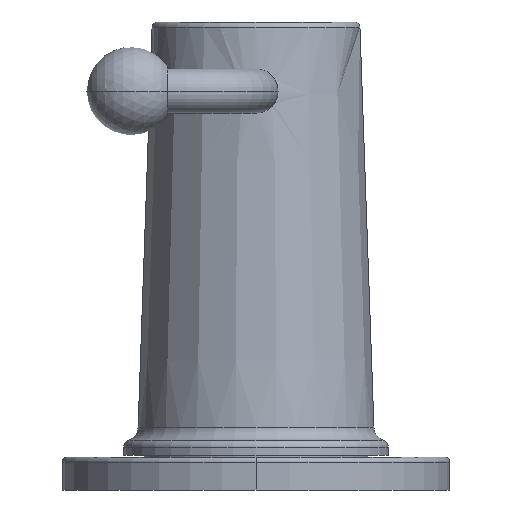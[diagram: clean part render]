
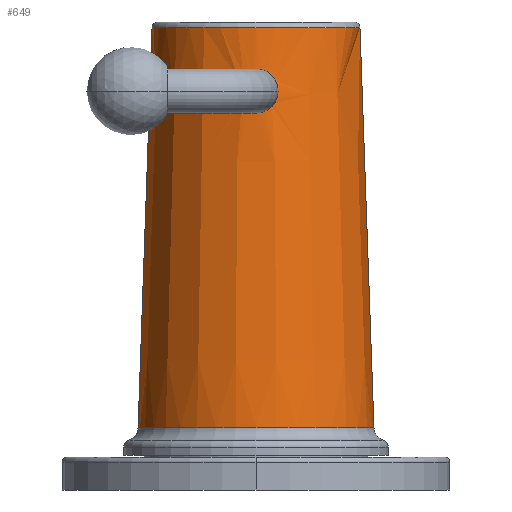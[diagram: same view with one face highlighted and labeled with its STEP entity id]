
A CAD part, left-side view. The second image highlights one B-rep face of the part: STEP entity #649.
In plain terms, the highlighted conical face has half-angle 2 degrees and reference radius 15.998 mm.
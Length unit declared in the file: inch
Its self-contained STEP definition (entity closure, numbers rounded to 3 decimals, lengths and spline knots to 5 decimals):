
#93=CARTESIAN_POINT('',(-9.0625,0.,0.35421));
#94=DIRECTION('',(0.,0.,1.));
#95=DIRECTION('',(0.,1.,0.));
#96=AXIS2_PLACEMENT_3D('',#93,#94,#95);
#108=DIRECTION('',(0.,-0.035,0.999));
#109=VECTOR('',#108,2.27233);
#110=CARTESIAN_POINT('',(-9.0625,0.66951,
0.35421));
#111=LINE('',#110,#109);
#112=DIRECTION('',(0.,-0.035,-0.999));
#113=VECTOR('',#112,2.27233);
#114=CARTESIAN_POINT('',(-9.0625,-0.59021,2.62515));
#115=LINE('',#114,#113);
#155=CARTESIAN_POINT('',(-9.0625,0.,2.62515));
#156=DIRECTION('',(0.,0.,1.));
#157=DIRECTION('',(0.,1.,0.));
#158=AXIS2_PLACEMENT_3D('',#155,#156,#157);
#279=CARTESIAN_POINT('',(-9.65218,-0.125,2.265));
#280=CARTESIAN_POINT('',(-9.65242,-0.125,2.25826));
#281=CARTESIAN_POINT('',(-9.65314,-0.12391,
2.2447));
#282=CARTESIAN_POINT('',(-9.6549,-0.11889,
2.22456));
#283=CARTESIAN_POINT('',(-9.6572,-0.11058,
2.20547));
#284=CARTESIAN_POINT('',(-9.65986,-0.09913,
2.18789));
#285=CARTESIAN_POINT('',(-9.66261,-0.08489,
2.17245));
#286=CARTESIAN_POINT('',(-9.66519,-0.06833,
2.15964));
#287=CARTESIAN_POINT('',(-9.66734,-0.05,
2.14981));
#288=CARTESIAN_POINT('',(-9.66888,-0.03046,
2.14319));
#289=CARTESIAN_POINT('',(-9.66968,-0.01023,
2.13986));
#290=CARTESIAN_POINT('',(-9.66968,0.01023,2.13986));
#291=CARTESIAN_POINT('',(-9.66888,0.03046,2.14319));
#292=CARTESIAN_POINT('',(-9.66734,0.05,2.14981));
#293=CARTESIAN_POINT('',(-9.66519,0.06833,2.15964));
#294=CARTESIAN_POINT('',(-9.66261,0.08489,2.17245));
#295=CARTESIAN_POINT('',(-9.65986,0.09913,2.18789));
#296=CARTESIAN_POINT('',(-9.6572,0.11058,2.20547));
#297=CARTESIAN_POINT('',(-9.6549,0.11889,2.22456));
#298=CARTESIAN_POINT('',(-9.65314,0.12391,2.2447));
#299=CARTESIAN_POINT('',(-9.65242,0.125,2.25826));
#300=CARTESIAN_POINT('',(-9.65218,0.125,2.265));
#306=CARTESIAN_POINT('',(-9.65218,0.125,2.265));
#307=CARTESIAN_POINT('',(-9.65194,0.125,2.27176));
#308=CARTESIAN_POINT('',(-9.65169,0.12391,2.28533));
#309=CARTESIAN_POINT('',(-9.65202,0.11889,2.3054));
#310=CARTESIAN_POINT('',(-9.65296,0.11066,2.32434));
#311=CARTESIAN_POINT('',(-9.65437,0.09936,2.3418));
#312=CARTESIAN_POINT('',(-9.65604,0.08526,2.35721));
#313=CARTESIAN_POINT('',(-9.65774,0.06876,2.37008));
#314=CARTESIAN_POINT('',(-9.65924,0.0504,2.38002));
#315=CARTESIAN_POINT('',(-9.66036,0.03074,2.38675));
#316=CARTESIAN_POINT('',(-9.66094,0.01033,2.39014));
#317=CARTESIAN_POINT('',(-9.66094,-0.01033,
2.39014));
#318=CARTESIAN_POINT('',(-9.66036,-0.03074,
2.38675));
#319=CARTESIAN_POINT('',(-9.65924,-0.0504,
2.38002));
#320=CARTESIAN_POINT('',(-9.65774,-0.06876,
2.37008));
#321=CARTESIAN_POINT('',(-9.65604,-0.08526,
2.35721));
#322=CARTESIAN_POINT('',(-9.65437,-0.09936,
2.3418));
#323=CARTESIAN_POINT('',(-9.65296,-0.11066,
2.32434));
#324=CARTESIAN_POINT('',(-9.65202,-0.11889,
2.3054));
#325=CARTESIAN_POINT('',(-9.65169,-0.12391,
2.28533));
#326=CARTESIAN_POINT('',(-9.65194,-0.125,2.27176));
#327=CARTESIAN_POINT('',(-9.65218,-0.125,2.265));
#456=CARTESIAN_POINT('',(-9.0625,0.66951,0.35421));
#457=CARTESIAN_POINT('',(-9.0625,-0.66951,0.35421));
#458=VERTEX_POINT('',#456);
#459=VERTEX_POINT('',#457);
#460=CARTESIAN_POINT('',(-9.0625,0.59021,2.62515));
#461=CARTESIAN_POINT('',(-9.0625,-0.59021,2.62515));
#462=VERTEX_POINT('',#460);
#463=VERTEX_POINT('',#461);
#464=VERTEX_POINT('',#279);
#465=VERTEX_POINT('',#300);
#629=CARTESIAN_POINT('',(-9.0625,0.,1.48968));
#630=DIRECTION('',(0.,0.,-1.));
#631=DIRECTION('',(0.,1.,0.));
#632=AXIS2_PLACEMENT_3D('',#629,#630,#631);
#633=CONICAL_SURFACE('',#632,0.62986,2.);
#635=ORIENTED_EDGE('',*,*,#634,.T.);
#637=ORIENTED_EDGE('',*,*,#636,.T.);
#639=ORIENTED_EDGE('',*,*,#638,.T.);
#640=ORIENTED_EDGE('',*,*,#619,.F.);
#641=EDGE_LOOP('',(#635,#637,#639,#640));
#642=FACE_OUTER_BOUND('',#641,.F.);
#644=ORIENTED_EDGE('',*,*,#643,.F.);
#646=ORIENTED_EDGE('',*,*,#645,.F.);
#647=EDGE_LOOP('',(#644,#646));
#648=FACE_BOUND('',#647,.F.);
#649=ADVANCED_FACE('',(#642,#648),#633,.T.);
#97=CIRCLE('',#96,0.66951);
#159=CIRCLE('',#158,0.59021);
#301=B_SPLINE_CURVE_WITH_KNOTS('',3,(#279,#280,#281,#282,#283,#284,#285,#286,
#287,#288,#289,#290,#291,#292,#293,#294,#295,#296,#297,#298,#299,#300),
.UNSPECIFIED.,.F.,.F.,(4,1,1,1,1,1,1,1,1,1,1,1,1,1,1,1,1,1,1,4),(0.,
0.05263,0.10526,0.15789,0.21053,
0.26316,0.31579,0.36842,0.42105,
0.47368,0.52632,0.57895,0.63158,
0.68421,0.73684,0.78947,0.84211,
0.89474,0.94737,1.),.UNSPECIFIED.);
#328=B_SPLINE_CURVE_WITH_KNOTS('',3,(#306,#307,#308,#309,#310,#311,#312,#313,
#314,#315,#316,#317,#318,#319,#320,#321,#322,#323,#324,#325,#326,#327),
.UNSPECIFIED.,.F.,.F.,(4,1,1,1,1,1,1,1,1,1,1,1,1,1,1,1,1,1,1,4),(0.,
0.05263,0.10526,0.15789,0.21053,
0.26316,0.31579,0.36842,0.42105,
0.47368,0.52632,0.57895,0.63158,
0.68421,0.73684,0.78947,0.84211,
0.89474,0.94737,1.),.UNSPECIFIED.);
#619=EDGE_CURVE('',#458,#459,#97,.T.);
#634=EDGE_CURVE('',#458,#462,#111,.T.);
#636=EDGE_CURVE('',#462,#463,#159,.T.);
#638=EDGE_CURVE('',#463,#459,#115,.T.);
#643=EDGE_CURVE('',#464,#465,#301,.T.);
#645=EDGE_CURVE('',#465,#464,#328,.T.);
